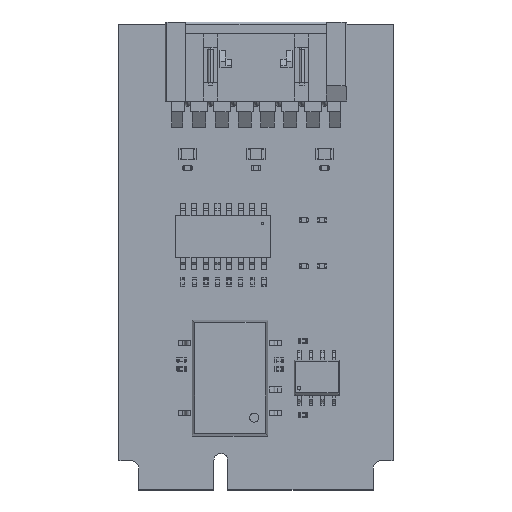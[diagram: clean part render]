
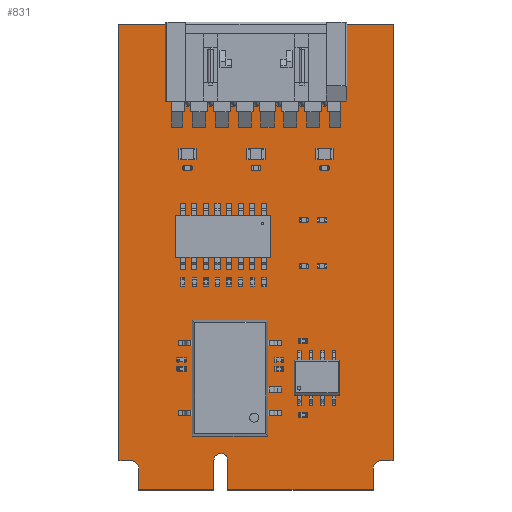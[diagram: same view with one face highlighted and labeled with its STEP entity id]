
A CAD part, top view. The second image highlights one B-rep face of the part: STEP entity #831.
In plain terms, the highlighted planar face has unit normal (0, 0, 1).
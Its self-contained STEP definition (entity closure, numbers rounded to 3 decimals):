
#376 = VERTEX_POINT('',#377);
#377 = CARTESIAN_POINT('',(-12.85,0.,1.598));
#383 = EDGE_CURVE('',#376,#384,#386,.T.);
#384 = VERTEX_POINT('',#385);
#385 = CARTESIAN_POINT('',(-12.85,2.4,1.598));
#386 = LINE('',#387,#388);
#387 = CARTESIAN_POINT('',(-12.85,0.,1.598));
#388 = VECTOR('',#389,1.);
#389 = DIRECTION('',(0.,1.,0.));
#414 = EDGE_CURVE('',#384,#415,#417,.T.);
#415 = VERTEX_POINT('',#416);
#416 = CARTESIAN_POINT('',(-13.65,3.2,1.598));
#417 = CIRCLE('',#418,0.799);
#418 = AXIS2_PLACEMENT_3D('',#419,#420,#421);
#419 = CARTESIAN_POINT('',(-13.649,2.401,1.598));
#420 = DIRECTION('',(0.,0.,1.));
#421 = DIRECTION('',(1.,-0.001,0.));
#447 = EDGE_CURVE('',#415,#448,#450,.T.);
#448 = VERTEX_POINT('',#449);
#449 = CARTESIAN_POINT('',(-15.,3.2,1.598));
#450 = LINE('',#451,#452);
#451 = CARTESIAN_POINT('',(-13.65,3.2,1.598));
#452 = VECTOR('',#453,1.);
#453 = DIRECTION('',(-1.,0.,0.));
#478 = EDGE_CURVE('',#448,#479,#481,.T.);
#479 = VERTEX_POINT('',#480);
#480 = CARTESIAN_POINT('',(-15.,50.95,1.598));
#481 = LINE('',#482,#483);
#482 = CARTESIAN_POINT('',(-15.,3.2,1.598));
#483 = VECTOR('',#484,1.);
#484 = DIRECTION('',(0.,1.,0.));
#509 = EDGE_CURVE('',#479,#510,#512,.T.);
#510 = VERTEX_POINT('',#511);
#511 = CARTESIAN_POINT('',(15.,50.95,1.598));
#512 = LINE('',#513,#514);
#513 = CARTESIAN_POINT('',(-15.,50.95,1.598));
#514 = VECTOR('',#515,1.);
#515 = DIRECTION('',(1.,0.,0.));
#540 = EDGE_CURVE('',#510,#541,#543,.T.);
#541 = VERTEX_POINT('',#542);
#542 = CARTESIAN_POINT('',(15.,3.2,1.598));
#543 = LINE('',#544,#545);
#544 = CARTESIAN_POINT('',(15.,50.95,1.598));
#545 = VECTOR('',#546,1.);
#546 = DIRECTION('',(0.,-1.,0.));
#571 = EDGE_CURVE('',#541,#572,#574,.T.);
#572 = VERTEX_POINT('',#573);
#573 = CARTESIAN_POINT('',(13.65,3.2,1.598));
#574 = LINE('',#575,#576);
#575 = CARTESIAN_POINT('',(15.,3.2,1.598));
#576 = VECTOR('',#577,1.);
#577 = DIRECTION('',(-1.,0.,0.));
#602 = EDGE_CURVE('',#572,#603,#605,.T.);
#603 = VERTEX_POINT('',#604);
#604 = CARTESIAN_POINT('',(12.85,2.4,1.598));
#605 = CIRCLE('',#606,0.799);
#606 = AXIS2_PLACEMENT_3D('',#607,#608,#609);
#607 = CARTESIAN_POINT('',(13.649,2.401,1.598));
#608 = DIRECTION('',(0.,0.,1.));
#609 = DIRECTION('',(0.001,1.,0.));
#635 = EDGE_CURVE('',#603,#636,#638,.T.);
#636 = VERTEX_POINT('',#637);
#637 = CARTESIAN_POINT('',(12.85,0.,1.598));
#638 = LINE('',#639,#640);
#639 = CARTESIAN_POINT('',(12.85,2.4,1.598));
#640 = VECTOR('',#641,1.);
#641 = DIRECTION('',(0.,-1.,0.));
#666 = EDGE_CURVE('',#636,#667,#669,.T.);
#667 = VERTEX_POINT('',#668);
#668 = CARTESIAN_POINT('',(-3.1,0.,1.598));
#669 = LINE('',#670,#671);
#670 = CARTESIAN_POINT('',(12.85,0.,1.598));
#671 = VECTOR('',#672,1.);
#672 = DIRECTION('',(-1.,0.,0.));
#697 = EDGE_CURVE('',#667,#698,#700,.T.);
#698 = VERTEX_POINT('',#699);
#699 = CARTESIAN_POINT('',(-3.1,3.25,1.598));
#700 = LINE('',#701,#702);
#701 = CARTESIAN_POINT('',(-3.1,0.,1.598));
#702 = VECTOR('',#703,1.);
#703 = DIRECTION('',(0.,1.,0.));
#728 = EDGE_CURVE('',#698,#729,#731,.T.);
#729 = VERTEX_POINT('',#730);
#730 = CARTESIAN_POINT('',(-4.6,3.25,1.598));
#731 = CIRCLE('',#732,0.75);
#732 = AXIS2_PLACEMENT_3D('',#733,#734,#735);
#733 = CARTESIAN_POINT('',(-3.85,3.25,1.598));
#734 = DIRECTION('',(0.,0.,1.));
#735 = DIRECTION('',(1.,0.,0.));
#761 = EDGE_CURVE('',#729,#762,#764,.T.);
#762 = VERTEX_POINT('',#763);
#763 = CARTESIAN_POINT('',(-4.6,0.,1.598));
#764 = LINE('',#765,#766);
#765 = CARTESIAN_POINT('',(-4.6,3.25,1.598));
#766 = VECTOR('',#767,1.);
#767 = DIRECTION('',(0.,-1.,0.));
#792 = EDGE_CURVE('',#762,#376,#793,.T.);
#793 = LINE('',#794,#795);
#794 = CARTESIAN_POINT('',(-4.6,0.,1.598));
#795 = VECTOR('',#796,1.);
#796 = DIRECTION('',(-1.,0.,0.));
#831 = ADVANCED_FACE('',(#832),#848,.F.);
#832 = FACE_BOUND('',#833,.F.);
#833 = EDGE_LOOP('',(#834,#835,#836,#837,#838,#839,#840,#841,#842,#843,
    #844,#845,#846,#847));
#834 = ORIENTED_EDGE('',*,*,#383,.T.);
#835 = ORIENTED_EDGE('',*,*,#414,.T.);
#836 = ORIENTED_EDGE('',*,*,#447,.T.);
#837 = ORIENTED_EDGE('',*,*,#478,.T.);
#838 = ORIENTED_EDGE('',*,*,#509,.T.);
#839 = ORIENTED_EDGE('',*,*,#540,.T.);
#840 = ORIENTED_EDGE('',*,*,#571,.T.);
#841 = ORIENTED_EDGE('',*,*,#602,.T.);
#842 = ORIENTED_EDGE('',*,*,#635,.T.);
#843 = ORIENTED_EDGE('',*,*,#666,.T.);
#844 = ORIENTED_EDGE('',*,*,#697,.T.);
#845 = ORIENTED_EDGE('',*,*,#728,.T.);
#846 = ORIENTED_EDGE('',*,*,#761,.T.);
#847 = ORIENTED_EDGE('',*,*,#792,.T.);
#848 = PLANE('',#849);
#849 = AXIS2_PLACEMENT_3D('',#850,#851,#852);
#850 = CARTESIAN_POINT('',(-12.85,0.,1.598));
#851 = DIRECTION('',(0.,0.,-1.));
#852 = DIRECTION('',(-1.,0.,0.));
